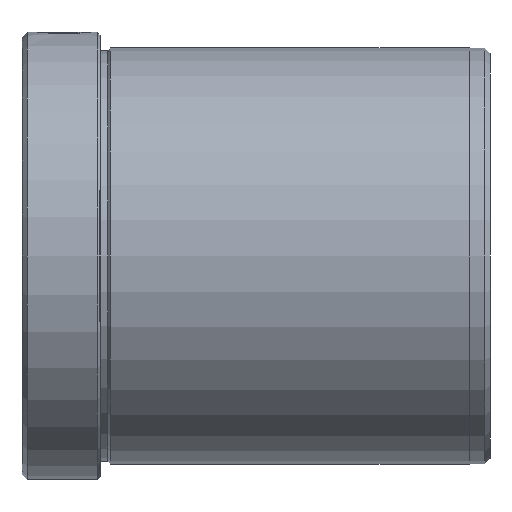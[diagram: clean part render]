
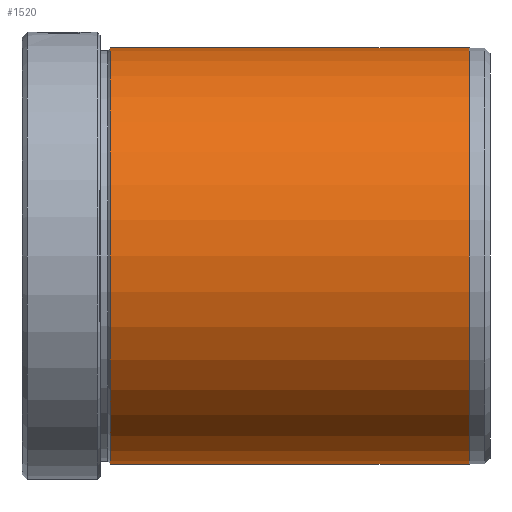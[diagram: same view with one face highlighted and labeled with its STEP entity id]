
A CAD part, left-side view. The second image highlights one B-rep face of the part: STEP entity #1520.
In plain terms, the highlighted cylindrical face has radius 40 mm (diameter 80 mm), a partial arc.
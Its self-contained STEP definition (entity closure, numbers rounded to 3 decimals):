
#22 = VECTOR ( 'NONE', #1405, 1000. ) ;
#77 = EDGE_LOOP ( 'NONE', ( #349, #661, #409, #1317 ) ) ;
#123 = EDGE_CURVE ( 'NONE', #1802, #1431, #133, .T. ) ;
#130 = AXIS2_PLACEMENT_3D ( 'NONE', #1155, #337, #1297 ) ;
#133 = CIRCLE ( 'NONE', #938, 40. ) ;
#157 = LINE ( 'NONE', #504, #1221 ) ;
#222 = CYLINDRICAL_SURFACE ( 'NONE', #1350, 40. ) ;
#267 = CARTESIAN_POINT ( 'NONE',  ( 0., -86., -40. ) ) ;
#337 = DIRECTION ( 'NONE',  ( 0., -1., 0. ) ) ;
#349 = ORIENTED_EDGE ( 'NONE', *, *, #394, .F. ) ;
#394 = EDGE_CURVE ( 'NONE', #538, #1802, #157, .T. ) ;
#409 = ORIENTED_EDGE ( 'NONE', *, *, #1311, .T. ) ;
#504 = CARTESIAN_POINT ( 'NONE',  ( 0., 0., -40. ) ) ;
#538 = VERTEX_POINT ( 'NONE', #267 ) ;
#569 = DIRECTION ( 'NONE',  ( 0., 0., 1. ) ) ;
#576 = DIRECTION ( 'NONE',  ( 0., 1., 0. ) ) ;
#599 = CARTESIAN_POINT ( 'NONE',  ( 0., 0., 0. ) ) ;
#649 = DIRECTION ( 'NONE',  ( 0., 1., 0. ) ) ;
#661 = ORIENTED_EDGE ( 'NONE', *, *, #1371, .F. ) ;
#695 = CARTESIAN_POINT ( 'NONE',  ( 0., -17., 0. ) ) ;
#711 = VERTEX_POINT ( 'NONE', #755 ) ;
#744 = DIRECTION ( 'NONE',  ( 0., 1., 0. ) ) ;
#755 = CARTESIAN_POINT ( 'NONE',  ( 0., -86., 40. ) ) ;
#870 = FACE_OUTER_BOUND ( 'NONE', #77, .T. ) ;
#893 = CARTESIAN_POINT ( 'NONE',  ( 0., -17., 40. ) ) ;
#938 = AXIS2_PLACEMENT_3D ( 'NONE', #695, #576, #569 ) ;
#1118 = CARTESIAN_POINT ( 'NONE',  ( 0., 0., 40. ) ) ;
#1155 = CARTESIAN_POINT ( 'NONE',  ( 0., -86., 0. ) ) ;
#1221 = VECTOR ( 'NONE', #649, 1000. ) ;
#1297 = DIRECTION ( 'NONE',  ( 0., 0., -1. ) ) ;
#1311 = EDGE_CURVE ( 'NONE', #711, #1431, #1504, .T. ) ;
#1317 = ORIENTED_EDGE ( 'NONE', *, *, #123, .F. ) ;
#1350 = AXIS2_PLACEMENT_3D ( 'NONE', #599, #744, #1430 ) ;
#1371 = EDGE_CURVE ( 'NONE', #711, #538, #1790, .T. ) ;
#1405 = DIRECTION ( 'NONE',  ( 0., 1., 0. ) ) ;
#1430 = DIRECTION ( 'NONE',  ( 0., 0., 1. ) ) ;
#1431 = VERTEX_POINT ( 'NONE', #893 ) ;
#1504 = LINE ( 'NONE', #1118, #22 ) ;
#1520 = ADVANCED_FACE ( 'NONE', ( #870 ), #222, .T. ) ;
#1696 = CARTESIAN_POINT ( 'NONE',  ( 0., -17., -40. ) ) ;
#1790 = CIRCLE ( 'NONE', #130, 40. ) ;
#1802 = VERTEX_POINT ( 'NONE', #1696 ) ;
